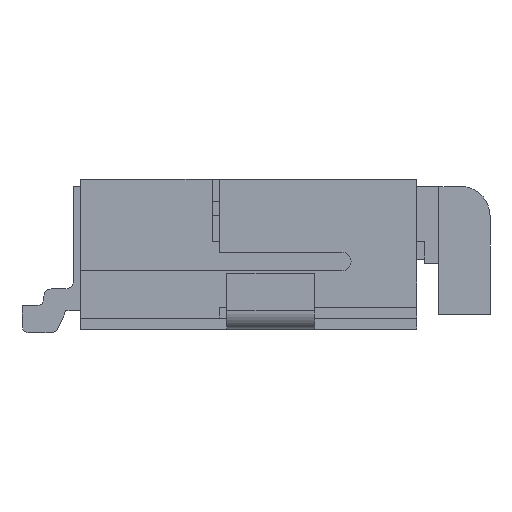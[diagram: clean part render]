
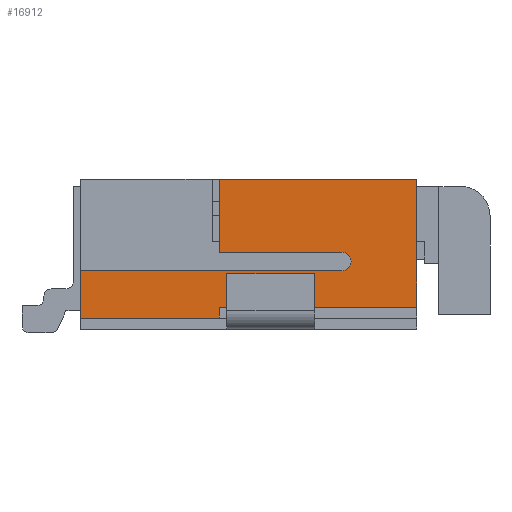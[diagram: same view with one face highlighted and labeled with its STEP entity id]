
A CAD part, left-side view. The second image highlights one B-rep face of the part: STEP entity #16912.
In plain terms, the highlighted face is planar.
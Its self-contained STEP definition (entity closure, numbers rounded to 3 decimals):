
#255=CIRCLE('',#17865,0.125);
#1210=FACE_OUTER_BOUND('',#2060,.T.);
#2060=EDGE_LOOP('',(#12459,#12460,#12461,#12462,#12463,#12464,#12465,#12466,
#12467,#12468));
#3519=LINE('',#24997,#5677);
#3524=LINE('',#25007,#5682);
#3526=LINE('',#25011,#5684);
#3527=LINE('',#25013,#5685);
#3528=LINE('',#25015,#5686);
#3529=LINE('',#25019,#5687);
#3530=LINE('',#25021,#5688);
#3531=LINE('',#25023,#5689);
#3532=LINE('',#25024,#5690);
#5677=VECTOR('',#20129,1.);
#5682=VECTOR('',#20136,1.);
#5684=VECTOR('',#20140,1.);
#5685=VECTOR('',#20141,1.);
#5686=VECTOR('',#20142,1.);
#5687=VECTOR('',#20145,1.);
#5688=VECTOR('',#20146,1.);
#5689=VECTOR('',#20147,1.);
#5690=VECTOR('',#20148,1.);
#7712=VERTEX_POINT('',#24994);
#7713=VERTEX_POINT('',#24996);
#7717=VERTEX_POINT('',#25006);
#7718=VERTEX_POINT('',#25010);
#7719=VERTEX_POINT('',#25012);
#7720=VERTEX_POINT('',#25014);
#7721=VERTEX_POINT('',#25016);
#7722=VERTEX_POINT('',#25018);
#7723=VERTEX_POINT('',#25020);
#7724=VERTEX_POINT('',#25022);
#9528=EDGE_CURVE('',#7712,#7713,#3519,.T.);
#9533=EDGE_CURVE('',#7713,#7717,#3524,.T.);
#9535=EDGE_CURVE('',#7712,#7718,#3526,.T.);
#9536=EDGE_CURVE('',#7719,#7718,#3527,.T.);
#9537=EDGE_CURVE('',#7720,#7719,#3528,.T.);
#9538=EDGE_CURVE('',#7720,#7721,#255,.T.);
#9539=EDGE_CURVE('',#7722,#7721,#3529,.T.);
#9540=EDGE_CURVE('',#7722,#7723,#3530,.T.);
#9541=EDGE_CURVE('',#7723,#7724,#3531,.T.);
#9542=EDGE_CURVE('',#7724,#7717,#3532,.T.);
#12459=ORIENTED_EDGE('',*,*,#9528,.F.);
#12460=ORIENTED_EDGE('',*,*,#9535,.T.);
#12461=ORIENTED_EDGE('',*,*,#9536,.F.);
#12462=ORIENTED_EDGE('',*,*,#9537,.F.);
#12463=ORIENTED_EDGE('',*,*,#9538,.T.);
#12464=ORIENTED_EDGE('',*,*,#9539,.F.);
#12465=ORIENTED_EDGE('',*,*,#9540,.T.);
#12466=ORIENTED_EDGE('',*,*,#9541,.T.);
#12467=ORIENTED_EDGE('',*,*,#9542,.T.);
#12468=ORIENTED_EDGE('',*,*,#9533,.F.);
#16193=PLANE('',#17864);
#16912=ADVANCED_FACE('',(#1210),#16193,.F.);
#17864=AXIS2_PLACEMENT_3D('',#25009,#20138,#20139);
#17865=AXIS2_PLACEMENT_3D('',#25017,#20143,#20144);
#20129=DIRECTION('',(-1.,0.,0.));
#20136=DIRECTION('',(0.,-1.,0.));
#20138=DIRECTION('center_axis',(0.,0.,1.));
#20139=DIRECTION('ref_axis',(1.,0.,0.));
#20140=DIRECTION('',(0.,-1.,0.));
#20141=DIRECTION('',(1.,0.,0.));
#20142=DIRECTION('',(0.,-1.,0.));
#20143=DIRECTION('center_axis',(0.,0.,1.));
#20144=DIRECTION('ref_axis',(1.,0.,0.));
#20145=DIRECTION('',(0.,1.,0.));
#20146=DIRECTION('',(-1.,0.,0.));
#20147=DIRECTION('',(0.,1.,0.));
#20148=DIRECTION('',(1.,0.,0.));
#24994=CARTESIAN_POINT('',(0.035,1.009,1.158));
#24996=CARTESIAN_POINT('',(-1.715,1.009,1.158));
#24997=CARTESIAN_POINT('',(-0.265,1.009,1.158));
#25006=CARTESIAN_POINT('',(-1.715,-1.691,1.158));
#25007=CARTESIAN_POINT('',(-1.715,1.009,1.158));
#25009=CARTESIAN_POINT('Origin',(-0.265,1.009,1.158));
#25010=CARTESIAN_POINT('',(0.035,-1.691,1.158));
#25011=CARTESIAN_POINT('',(0.035,1.009,1.158));
#25012=CARTESIAN_POINT('',(-0.965,-1.691,1.158));
#25013=CARTESIAN_POINT('',(-0.265,-1.691,1.158));
#25014=CARTESIAN_POINT('',(-0.965,-0.016,1.158));
#25015=CARTESIAN_POINT('',(-0.965,1.009,1.158));
#25016=CARTESIAN_POINT('',(-1.215,-0.016,1.158));
#25017=CARTESIAN_POINT('Origin',(-1.09,-0.016,1.158));
#25018=CARTESIAN_POINT('',(-1.215,-3.591,1.158));
#25019=CARTESIAN_POINT('',(-1.215,1.009,1.158));
#25020=CARTESIAN_POINT('',(-1.865,-3.591,1.158));
#25021=CARTESIAN_POINT('',(-0.265,-3.591,1.158));
#25022=CARTESIAN_POINT('',(-1.865,-1.691,1.158));
#25023=CARTESIAN_POINT('',(-1.865,1.009,1.158));
#25024=CARTESIAN_POINT('',(-0.265,-1.691,1.158));
